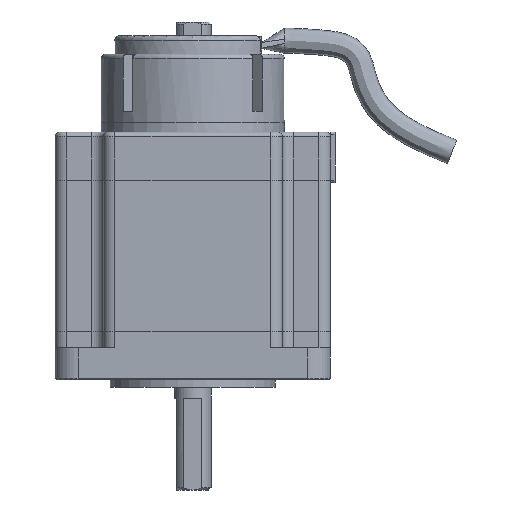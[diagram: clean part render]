
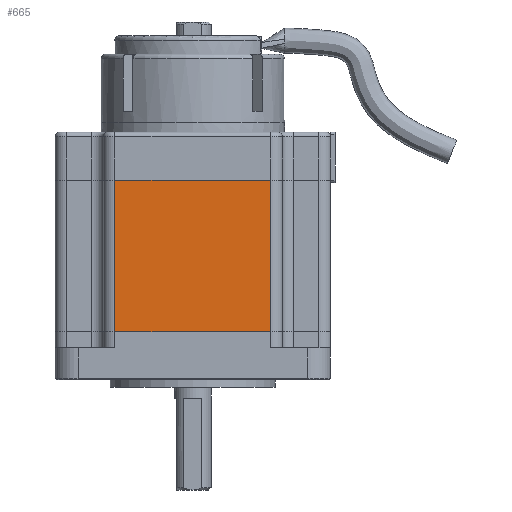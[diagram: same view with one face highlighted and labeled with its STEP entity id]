
A CAD part, left-side view. The second image highlights one B-rep face of the part: STEP entity #665.
In plain terms, the highlighted planar face has unit normal (-1, 0, 0).
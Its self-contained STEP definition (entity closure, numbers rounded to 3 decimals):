
#665 = ADVANCED_FACE( '', ( #1350 ), #1351, .F. );
#1350 = FACE_OUTER_BOUND( '', #2542, .T. );
#1351 = PLANE( '', #2543 );
#2542 = EDGE_LOOP( '', ( #4280, #4281, #4282, #4283 ) );
#2543 = AXIS2_PLACEMENT_3D( '', #4284, #4285, #4286 );
#4280 = ORIENTED_EDGE( '', *, *, #5141, .T. );
#4281 = ORIENTED_EDGE( '', *, *, #4887, .F. );
#4282 = ORIENTED_EDGE( '', *, *, #5133, .F. );
#4283 = ORIENTED_EDGE( '', *, *, #4610, .T. );
#4284 = CARTESIAN_POINT( '', ( -29.99, 17., 45.1 ) );
#4285 = DIRECTION( '', ( 1., 0., 0. ) );
#4286 = DIRECTION( '', ( 0., 0., -1. ) );
#4610 = EDGE_CURVE( '', #5451, #5449, #5452, .T. );
#4887 = EDGE_CURVE( '', #5872, #5867, #5874, .T. );
#5133 = EDGE_CURVE( '', #5451, #5872, #6181, .T. );
#5141 = EDGE_CURVE( '', #5449, #5867, #6189, .T. );
#5449 = VERTEX_POINT( '', #6643 );
#5451 = VERTEX_POINT( '', #6645 );
#5452 = LINE( '', #6646, #6647 );
#5867 = VERTEX_POINT( '', #7322 );
#5872 = VERTEX_POINT( '', #7328 );
#5874 = LINE( '', #7330, #7331 );
#6181 = LINE( '', #7766, #7767 );
#6189 = LINE( '', #7775, #7776 );
#6643 = CARTESIAN_POINT( '', ( -29.99, 17., 12.1 ) );
#6645 = CARTESIAN_POINT( '', ( -29.99, 17., 45.1 ) );
#6646 = CARTESIAN_POINT( '', ( -29.99, 17., 45.1 ) );
#6647 = VECTOR( '', #8012, 1000. );
#7322 = CARTESIAN_POINT( '', ( -29.99, -17., 12.1 ) );
#7328 = CARTESIAN_POINT( '', ( -29.99, -17., 45.1 ) );
#7330 = CARTESIAN_POINT( '', ( -29.99, -17., 45.1 ) );
#7331 = VECTOR( '', #8393, 1000. );
#7766 = CARTESIAN_POINT( '', ( -29.99, 17., 45.1 ) );
#7767 = VECTOR( '', #8634, 1000. );
#7775 = CARTESIAN_POINT( '', ( -29.99, 17., 12.1 ) );
#7776 = VECTOR( '', #8644, 1000. );
#8012 = DIRECTION( '', ( 0., 0., -1. ) );
#8393 = DIRECTION( '', ( 0., 0., -1. ) );
#8634 = DIRECTION( '', ( 0., -1., 0. ) );
#8644 = DIRECTION( '', ( 0., -1., 0. ) );
